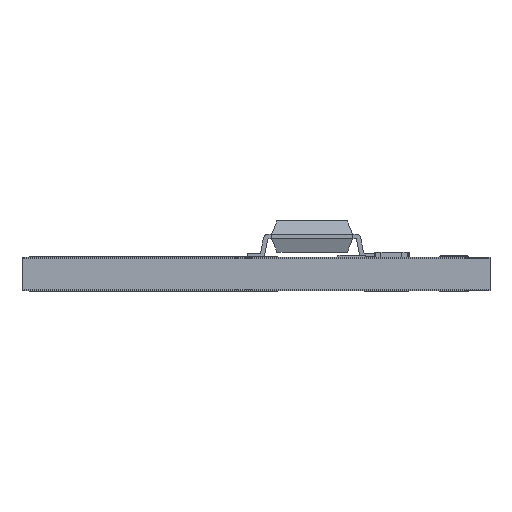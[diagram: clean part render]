
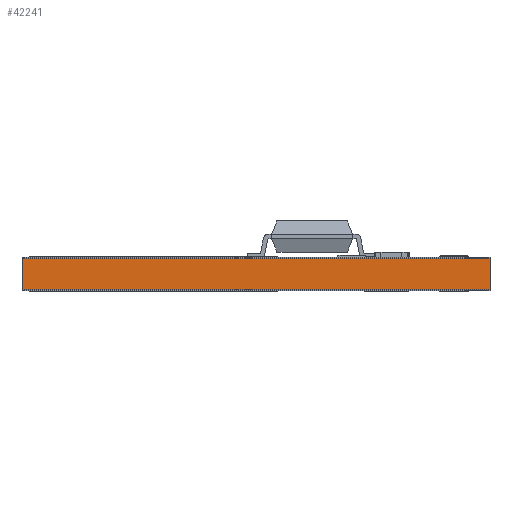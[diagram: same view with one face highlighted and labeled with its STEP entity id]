
A CAD part, front view. The second image highlights one B-rep face of the part: STEP entity #42241.
In plain terms, the highlighted planar face has unit normal (0, -1, 0).
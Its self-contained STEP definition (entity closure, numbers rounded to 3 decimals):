
#2359=PLANE('',#45277);
#3520=FACE_OUTER_BOUND('',#5935,.T.);
#5935=EDGE_LOOP('',(#29377,#29378,#29379,#29380));
#10063=LINE('',#64353,#13275);
#10064=LINE('',#64356,#13276);
#10065=LINE('',#64358,#13277);
#10066=LINE('',#64359,#13278);
#13275=VECTOR('',#50895,10.);
#13276=VECTOR('',#50898,10.);
#13277=VECTOR('',#50899,10.);
#13278=VECTOR('',#50900,10.);
#19301=VERTEX_POINT('',#64349);
#19302=VERTEX_POINT('',#64351);
#19303=VERTEX_POINT('',#64355);
#19304=VERTEX_POINT('',#64357);
#23347=EDGE_CURVE('',#19301,#19302,#10063,.T.);
#23348=EDGE_CURVE('',#19303,#19301,#10064,.T.);
#23349=EDGE_CURVE('',#19304,#19302,#10065,.T.);
#23350=EDGE_CURVE('',#19303,#19304,#10066,.T.);
#29377=ORIENTED_EDGE('',*,*,#23348,.T.);
#29378=ORIENTED_EDGE('',*,*,#23347,.T.);
#29379=ORIENTED_EDGE('',*,*,#23349,.F.);
#29380=ORIENTED_EDGE('',*,*,#23350,.F.);
#42241=ADVANCED_FACE('',(#3520),#2359,.T.);
#45277=AXIS2_PLACEMENT_3D('',#64354,#50896,#50897);
#50895=DIRECTION('',(0.,0.,1.));
#50896=DIRECTION('center_axis',(0.,-1.,0.));
#50897=DIRECTION('ref_axis',(1.,0.,0.));
#50898=DIRECTION('',(1.,0.,0.));
#50899=DIRECTION('',(1.,0.,0.));
#50900=DIRECTION('',(0.,0.,1.));
#64349=CARTESIAN_POINT('',(11.25,-11.25,0.));
#64351=CARTESIAN_POINT('',(11.25,-11.25,1.5));
#64353=CARTESIAN_POINT('',(11.25,-11.25,0.));
#64354=CARTESIAN_POINT('Origin',(-11.25,-11.25,0.));
#64355=CARTESIAN_POINT('',(-11.25,-11.25,0.));
#64356=CARTESIAN_POINT('',(-11.25,-11.25,0.));
#64357=CARTESIAN_POINT('',(-11.25,-11.25,1.5));
#64358=CARTESIAN_POINT('',(-11.25,-11.25,1.5));
#64359=CARTESIAN_POINT('',(-11.25,-11.25,0.));
